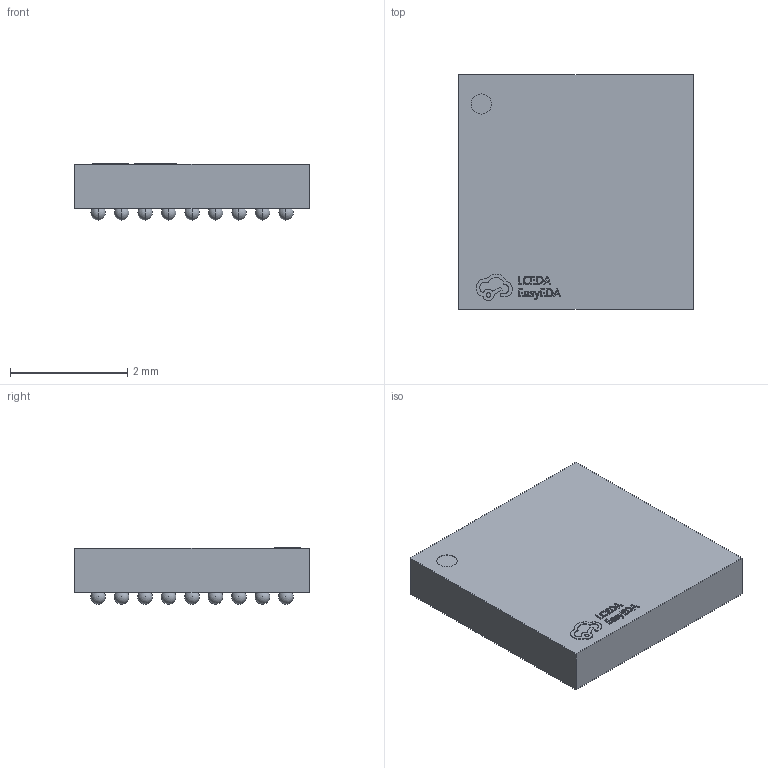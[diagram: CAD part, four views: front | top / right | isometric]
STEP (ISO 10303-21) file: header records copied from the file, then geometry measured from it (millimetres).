
FILE_DESCRIPTION (( 'STEP AP214' ), '1' );
FILE_NAME ('UCBGA-81_L4.0-W4.0-R9-C9-P0.40-BL.STEP', '2023-09-25T13:09:38', ( '' ), ( '' ), 'SwSTEP 2.0', 'SolidWorks 2020', '' );
FILE_SCHEMA (( 'AUTOMOTIVE_DESIGN' ));
Length unit declared in the file: millimetre
Products named in the file (1): UCBGA-81_L4.0-W4.0-R9-C9-P0.40-BL
Bounding box: 4 x 4 x 0.96 mm (x, y, z)
Volume: 12.6 mm3; surface area: 54.3 mm2
Topology: 1 solids, 1 shells, 395 faces, 1362 edges, 908 vertices
Faces by surface type: sphere 162, plane 133, bspline 98, cylinder 2
Entity records: 16718 total; most frequent: CARTESIAN_POINT 3324, ORIENTED_EDGE 1914, DIRECTION 1681, EDGE_CURVE 957, VERTEX_POINT 665, AXIS2_PLACEMENT_3D 626, EDGE_LOOP 496, VECTOR 429
